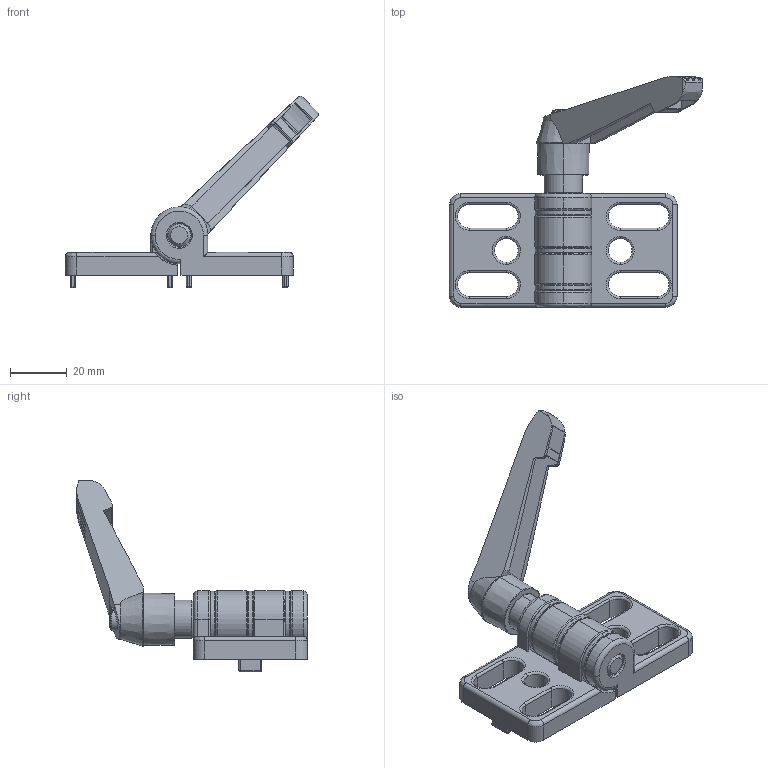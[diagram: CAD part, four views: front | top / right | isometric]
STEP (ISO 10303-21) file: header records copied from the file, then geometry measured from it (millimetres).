
FILE_DESCRIPTION (( 'STEP AP203' ), '1' );
FILE_NAME ('282600028_Zinkdruckguss_Scharnier_40_Nut 8.STEP', '2023-03-20T03:09:35', ( '' ), ( '' ), 'SwSTEP 2.0', 'SolidWorks 2014', '' );
FILE_SCHEMA (( 'CONFIG_CONTROL_DESIGN' ));
Length unit declared in the file: millimetre
Products named in the file (1): 282600028_Zinkdruckguss_Scharnier_40_Nut 8
Bounding box: 88.93 x 80.99 x 67.43 mm (x, y, z)
Volume: 37890.4 mm3; surface area: 21199.9 mm2
Topology: 2 solids, 2 shells, 427 faces, 1092 edges, 670 vertices
Faces by surface type: cylinder 172, plane 144, bspline 77, cone 34
Entity records: 15019 total; most frequent: CARTESIAN_POINT 4898, ORIENTED_EDGE 2148, DIRECTION 2103, EDGE_CURVE 1074, AXIS2_PLACEMENT_3D 807, VERTEX_POINT 670, LINE 489, VECTOR 489
